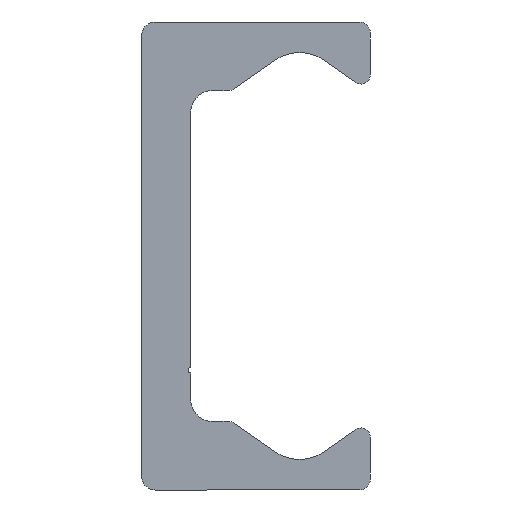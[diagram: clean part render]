
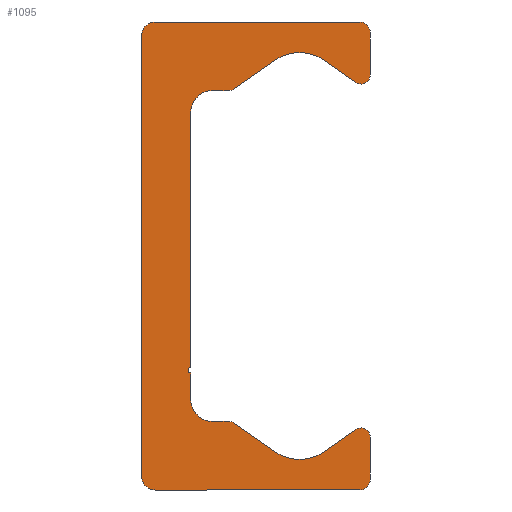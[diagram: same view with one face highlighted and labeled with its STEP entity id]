
A CAD part, left-side view. The second image highlights one B-rep face of the part: STEP entity #1095.
In plain terms, the highlighted planar face has unit normal (-1, 0, 0).
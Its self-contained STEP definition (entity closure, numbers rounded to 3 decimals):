
#228=CARTESIAN_POINT('',(0.0,9.25,-21.5));
#229=VERTEX_POINT('',#228);
#236=CARTESIAN_POINT('',(0.0,10.5,-20.25));
#237=VERTEX_POINT('',#236);
#238=CARTESIAN_POINT('',(0.0,9.25,-20.25));
#239=DIRECTION('',(1.0,0.0,0.0));
#240=DIRECTION('',(0.0,0.0,-1.0));
#241=AXIS2_PLACEMENT_3D('',#238,#239,#240);
#242=CIRCLE('',#241,1.25);
#243=EDGE_CURVE('',#229,#237,#242,.T.);
#267=CARTESIAN_POINT('',(0.0,-9.5,-21.5));
#268=VERTEX_POINT('',#267);
#275=CARTESIAN_POINT('',(0.0,-9.5,-21.5));
#276=DIRECTION('',(0.0,1.0,0.0));
#277=VECTOR('',#276,18.75);
#278=LINE('',#275,#277);
#279=EDGE_CURVE('',#268,#229,#278,.T.);
#299=CARTESIAN_POINT('',(0.0,-10.5,-20.5));
#300=VERTEX_POINT('',#299);
#307=CARTESIAN_POINT('',(0.0,-9.5,-20.5));
#308=DIRECTION('',(1.0,0.0,0.0));
#309=DIRECTION('',(0.0,-1.0,0.0));
#310=AXIS2_PLACEMENT_3D('',#307,#308,#309);
#311=CIRCLE('',#310,1.0);
#312=EDGE_CURVE('',#300,#268,#311,.T.);
#331=CARTESIAN_POINT('',(0.0,-10.5,-16.65));
#332=VERTEX_POINT('',#331);
#339=CARTESIAN_POINT('',(0.0,-10.5,-16.65));
#340=DIRECTION('',(0.0,0.0,-1.0));
#341=VECTOR('',#340,3.85);
#342=LINE('',#339,#341);
#343=EDGE_CURVE('',#332,#300,#342,.T.);
#363=CARTESIAN_POINT('',(0.0,-9.162,-15.954));
#364=VERTEX_POINT('',#363);
#371=CARTESIAN_POINT('',(0.0,-9.65,-16.65));
#372=DIRECTION('',(1.0,0.0,0.0));
#373=DIRECTION('',(0.0,0.574,0.819));
#374=AXIS2_PLACEMENT_3D('',#371,#372,#373);
#375=CIRCLE('',#374,0.85);
#376=EDGE_CURVE('',#364,#332,#375,.T.);
#395=CARTESIAN_POINT('',(0.0,-6.294,-17.962));
#396=VERTEX_POINT('',#395);
#403=CARTESIAN_POINT('',(0.0,-6.294,-17.962));
#404=DIRECTION('',(0.0,-0.819,0.574));
#405=VECTOR('',#404,3.501);
#406=LINE('',#403,#405);
#407=EDGE_CURVE('',#396,#364,#406,.T.);
#427=CARTESIAN_POINT('',(0.0,-1.706,-17.962));
#428=VERTEX_POINT('',#427);
#435=CARTESIAN_POINT('',(0.0,-4.,-14.685));
#436=DIRECTION('',(-1.0,0.0,0.0));
#437=DIRECTION('',(0.0,0.574,0.819));
#438=AXIS2_PLACEMENT_3D('',#435,#436,#437);
#439=CIRCLE('',#438,4.0);
#440=EDGE_CURVE('',#428,#396,#439,.T.);
#459=CARTESIAN_POINT('',(0.0,1.981,-15.381));
#460=VERTEX_POINT('',#459);
#467=CARTESIAN_POINT('',(0.0,1.981,-15.381));
#468=DIRECTION('',(0.0,-0.819,-0.574));
#469=VECTOR('',#468,4.5);
#470=LINE('',#467,#469);
#471=EDGE_CURVE('',#460,#428,#470,.T.);
#491=CARTESIAN_POINT('',(0.0,2.554,-15.2));
#492=VERTEX_POINT('',#491);
#499=CARTESIAN_POINT('',(0.0,2.554,-16.2));
#500=DIRECTION('',(1.0,0.0,0.0));
#501=DIRECTION('',(0.0,0.0,1.0));
#502=AXIS2_PLACEMENT_3D('',#499,#500,#501);
#503=CIRCLE('',#502,1.);
#504=EDGE_CURVE('',#492,#460,#503,.T.);
#523=CARTESIAN_POINT('',(0.0,4.0,-15.2));
#524=VERTEX_POINT('',#523);
#531=CARTESIAN_POINT('',(0.0,4.0,-15.2));
#532=DIRECTION('',(0.0,-1.0,0.0));
#533=VECTOR('',#532,1.446);
#534=LINE('',#531,#533);
#535=EDGE_CURVE('',#524,#492,#534,.T.);
#555=CARTESIAN_POINT('',(0.0,6.,-13.2));
#556=VERTEX_POINT('',#555);
#563=CARTESIAN_POINT('',(0.0,4.,-13.2));
#564=DIRECTION('',(-1.0,0.0,0.0));
#565=DIRECTION('',(0.0,0.0,1.0));
#566=AXIS2_PLACEMENT_3D('',#563,#564,#565);
#567=CIRCLE('',#566,2.0);
#568=EDGE_CURVE('',#556,#524,#567,.T.);
#587=CARTESIAN_POINT('',(0.0,6.,-10.75));
#588=VERTEX_POINT('',#587);
#595=CARTESIAN_POINT('',(0.0,6.,-10.75));
#596=DIRECTION('',(0.0,0.0,-1.0));
#597=VECTOR('',#596,2.45);
#598=LINE('',#595,#597);
#599=EDGE_CURVE('',#588,#556,#598,.T.);
#619=CARTESIAN_POINT('',(0.0,6.,-10.25));
#620=VERTEX_POINT('',#619);
#627=CARTESIAN_POINT('',(0.0,6.,-10.5));
#628=DIRECTION('',(-1.0,0.0,0.0));
#629=DIRECTION('',(0.0,0.0,1.0));
#630=AXIS2_PLACEMENT_3D('',#627,#628,#629);
#631=CIRCLE('',#630,0.25);
#632=EDGE_CURVE('',#620,#588,#631,.T.);
#651=CARTESIAN_POINT('',(0.0,6.,13.2));
#652=VERTEX_POINT('',#651);
#659=CARTESIAN_POINT('',(0.0,6.,13.2));
#660=DIRECTION('',(0.0,0.0,-1.0));
#661=VECTOR('',#660,23.45);
#662=LINE('',#659,#661);
#663=EDGE_CURVE('',#652,#620,#662,.T.);
#692=CARTESIAN_POINT('',(0.0,4.0,15.2));
#693=VERTEX_POINT('',#692);
#700=CARTESIAN_POINT('',(0.0,4.,13.2));
#701=DIRECTION('',(-1.0,0.0,0.0));
#702=DIRECTION('',(0.0,-1.0,0.0));
#703=AXIS2_PLACEMENT_3D('',#700,#701,#702);
#704=CIRCLE('',#703,2.0);
#705=EDGE_CURVE('',#693,#652,#704,.T.);
#724=CARTESIAN_POINT('',(0.0,2.554,15.2));
#725=VERTEX_POINT('',#724);
#732=CARTESIAN_POINT('',(0.0,2.554,15.2));
#733=DIRECTION('',(0.0,1.0,0.0));
#734=VECTOR('',#733,1.446);
#735=LINE('',#732,#734);
#736=EDGE_CURVE('',#725,#693,#735,.T.);
#756=CARTESIAN_POINT('',(0.0,1.981,15.381));
#757=VERTEX_POINT('',#756);
#764=CARTESIAN_POINT('',(0.0,2.554,16.2));
#765=DIRECTION('',(1.0,0.0,0.0));
#766=DIRECTION('',(0.0,-0.574,-0.819));
#767=AXIS2_PLACEMENT_3D('',#764,#765,#766);
#768=CIRCLE('',#767,1.);
#769=EDGE_CURVE('',#757,#725,#768,.T.);
#788=CARTESIAN_POINT('',(0.0,-1.706,17.962));
#789=VERTEX_POINT('',#788);
#796=CARTESIAN_POINT('',(0.0,-1.706,17.962));
#797=DIRECTION('',(0.0,0.819,-0.574));
#798=VECTOR('',#797,4.5);
#799=LINE('',#796,#798);
#800=EDGE_CURVE('',#789,#757,#799,.T.);
#820=CARTESIAN_POINT('',(0.0,-6.294,17.962));
#821=VERTEX_POINT('',#820);
#828=CARTESIAN_POINT('',(0.0,-4.,14.685));
#829=DIRECTION('',(-1.0,0.0,0.0));
#830=DIRECTION('',(0.0,-0.574,-0.819));
#831=AXIS2_PLACEMENT_3D('',#828,#829,#830);
#832=CIRCLE('',#831,4.0);
#833=EDGE_CURVE('',#821,#789,#832,.T.);
#852=CARTESIAN_POINT('',(0.0,-9.162,15.954));
#853=VERTEX_POINT('',#852);
#860=CARTESIAN_POINT('',(0.0,-9.162,15.954));
#861=DIRECTION('',(0.0,0.819,0.574));
#862=VECTOR('',#861,3.501);
#863=LINE('',#860,#862);
#864=EDGE_CURVE('',#853,#821,#863,.T.);
#884=CARTESIAN_POINT('',(0.0,-10.5,16.65));
#885=VERTEX_POINT('',#884);
#892=CARTESIAN_POINT('',(0.0,-9.65,16.65));
#893=DIRECTION('',(1.0,0.0,0.0));
#894=DIRECTION('',(0.0,-1.0,0.0));
#895=AXIS2_PLACEMENT_3D('',#892,#893,#894);
#896=CIRCLE('',#895,0.85);
#897=EDGE_CURVE('',#885,#853,#896,.T.);
#916=CARTESIAN_POINT('',(0.0,-10.5,20.5));
#917=VERTEX_POINT('',#916);
#924=CARTESIAN_POINT('',(0.0,-10.5,20.5));
#925=DIRECTION('',(0.0,0.0,-1.0));
#926=VECTOR('',#925,3.85);
#927=LINE('',#924,#926);
#928=EDGE_CURVE('',#917,#885,#927,.T.);
#948=CARTESIAN_POINT('',(0.0,-9.5,21.5));
#949=VERTEX_POINT('',#948);
#956=CARTESIAN_POINT('',(0.0,-9.5,20.5));
#957=DIRECTION('',(1.0,0.0,0.0));
#958=DIRECTION('',(0.0,0.0,1.0));
#959=AXIS2_PLACEMENT_3D('',#956,#957,#958);
#960=CIRCLE('',#959,1.0);
#961=EDGE_CURVE('',#949,#917,#960,.T.);
#980=CARTESIAN_POINT('',(0.0,9.25,21.5));
#981=VERTEX_POINT('',#980);
#988=CARTESIAN_POINT('',(0.0,9.25,21.5));
#989=DIRECTION('',(0.0,-1.0,0.0));
#990=VECTOR('',#989,18.75);
#991=LINE('',#988,#990);
#992=EDGE_CURVE('',#981,#949,#991,.T.);
#1012=CARTESIAN_POINT('',(0.0,10.5,20.25));
#1013=VERTEX_POINT('',#1012);
#1020=CARTESIAN_POINT('',(0.0,9.25,20.25));
#1021=DIRECTION('',(1.0,0.0,0.0));
#1022=DIRECTION('',(0.0,1.0,0.0));
#1023=AXIS2_PLACEMENT_3D('',#1020,#1021,#1022);
#1024=CIRCLE('',#1023,1.25);
#1025=EDGE_CURVE('',#1013,#981,#1024,.T.);
#1043=CARTESIAN_POINT('',(0.0,10.5,-20.25));
#1044=DIRECTION('',(0.0,0.0,1.0));
#1045=VECTOR('',#1044,40.5);
#1046=LINE('',#1043,#1045);
#1047=EDGE_CURVE('',#237,#1013,#1046,.T.);
#1062=CARTESIAN_POINT('',(0.0,2.66,-0.019));
#1063=DIRECTION('',(1.0,0.0,0.0));
#1064=DIRECTION('',(0.0,0.0,-1.0));
#1065=AXIS2_PLACEMENT_3D('',#1062,#1063,#1064);
#1066=PLANE('',#1065);
#1067=ORIENTED_EDGE('',*,*,#1047,.F.);
#1068=ORIENTED_EDGE('',*,*,#243,.F.);
#1069=ORIENTED_EDGE('',*,*,#279,.F.);
#1070=ORIENTED_EDGE('',*,*,#312,.F.);
#1071=ORIENTED_EDGE('',*,*,#343,.F.);
#1072=ORIENTED_EDGE('',*,*,#376,.F.);
#1073=ORIENTED_EDGE('',*,*,#407,.F.);
#1074=ORIENTED_EDGE('',*,*,#440,.F.);
#1075=ORIENTED_EDGE('',*,*,#471,.F.);
#1076=ORIENTED_EDGE('',*,*,#504,.F.);
#1077=ORIENTED_EDGE('',*,*,#535,.F.);
#1078=ORIENTED_EDGE('',*,*,#568,.F.);
#1079=ORIENTED_EDGE('',*,*,#599,.F.);
#1080=ORIENTED_EDGE('',*,*,#632,.F.);
#1081=ORIENTED_EDGE('',*,*,#663,.F.);
#1082=ORIENTED_EDGE('',*,*,#705,.F.);
#1083=ORIENTED_EDGE('',*,*,#736,.F.);
#1084=ORIENTED_EDGE('',*,*,#769,.F.);
#1085=ORIENTED_EDGE('',*,*,#800,.F.);
#1086=ORIENTED_EDGE('',*,*,#833,.F.);
#1087=ORIENTED_EDGE('',*,*,#864,.F.);
#1088=ORIENTED_EDGE('',*,*,#897,.F.);
#1089=ORIENTED_EDGE('',*,*,#928,.F.);
#1090=ORIENTED_EDGE('',*,*,#961,.F.);
#1091=ORIENTED_EDGE('',*,*,#992,.F.);
#1092=ORIENTED_EDGE('',*,*,#1025,.F.);
#1093=EDGE_LOOP('',(#1067,#1068,#1069,#1070,#1071,#1072,#1073,#1074,#1075,#1076,#1077,#1078,#1079,#1080,#1081,#1082,#1083,#1084,#1085,#1086,#1087,#1088,#1089,#1090,#1091,#1092));
#1094=FACE_OUTER_BOUND('',#1093,.T.);
#1095=ADVANCED_FACE('',(#1094),#1066,.F.);
